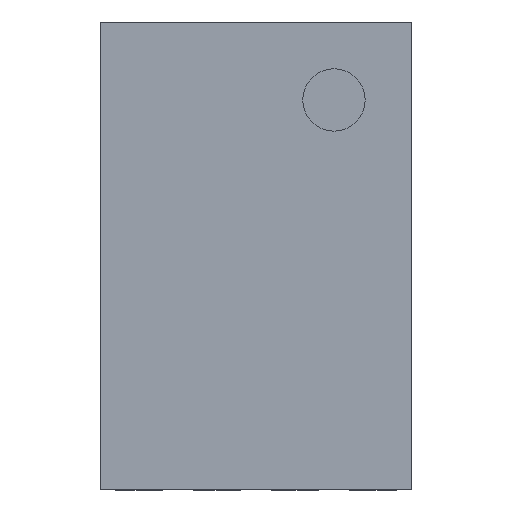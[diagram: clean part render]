
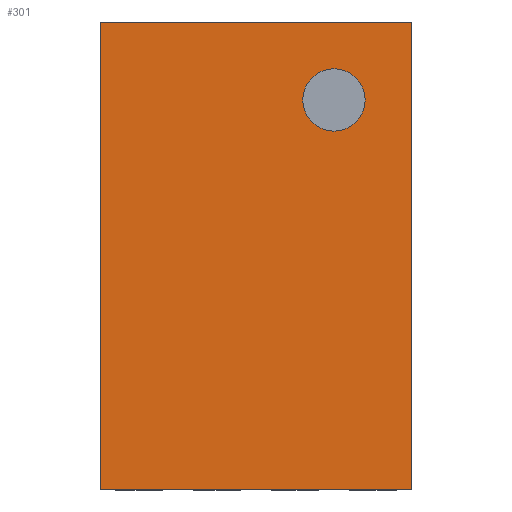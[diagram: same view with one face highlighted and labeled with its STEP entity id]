
A CAD part, top view. The second image highlights one B-rep face of the part: STEP entity #301.
In plain terms, the highlighted face is planar.
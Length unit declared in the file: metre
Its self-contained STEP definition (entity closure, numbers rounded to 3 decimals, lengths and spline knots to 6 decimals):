
#301=ADVANCED_FACE('4:520',(#432,#433),#434,.F.);
#432=FACE_OUTER_BOUND('',#591,.T.);
#433=FACE_BOUND('',#592,.T.);
#434=PLANE('',#593);
#591=EDGE_LOOP('',(#824,#825,#826,#827));
#592=EDGE_LOOP('',(#828,#829));
#593=AXIS2_PLACEMENT_3D('',#830,#831,#832);
#824=ORIENTED_EDGE('',*,*,#1160,.F.);
#825=ORIENTED_EDGE('',*,*,#1161,.F.);
#826=ORIENTED_EDGE('',*,*,#1162,.F.);
#827=ORIENTED_EDGE('',*,*,#1163,.F.);
#828=ORIENTED_EDGE('',*,*,#1164,.F.);
#829=ORIENTED_EDGE('',*,*,#1156,.F.);
#830=CARTESIAN_POINT('',(0.0,-0.00075,0.0));
#831=DIRECTION('',(0.0,1.0,0.0));
#832=DIRECTION('',(1.0,0.0,-0.0));
#1156=EDGE_CURVE('4:646',#1907,#1910,#1911,.T.);
#1160=EDGE_CURVE('4:688',#1916,#1917,#1918,.T.);
#1161=EDGE_CURVE('4:715',#1919,#1916,#1920,.T.);
#1162=EDGE_CURVE('4:763',#1921,#1919,#1922,.T.);
#1163=EDGE_CURVE('4:778',#1917,#1921,#1923,.T.);
#1164=EDGE_CURVE('4:646',#1910,#1907,#1924,.T.);
#1907=VERTEX_POINT('',#2231);
#1910=VERTEX_POINT('',#2235);
#1911=CIRCLE('',#2236,0.0002);
#1916=VERTEX_POINT('NONE',#2242);
#1917=VERTEX_POINT('NONE',#2243);
#1918=LINE('',#2244,#2245);
#1919=VERTEX_POINT('NONE',#2246);
#1920=LINE('',#2247,#2248);
#1921=VERTEX_POINT('NONE',#2249);
#1922=LINE('',#2250,#2251);
#1923=LINE('',#2252,#2253);
#1924=CIRCLE('',#2254,0.0002);
#2231=CARTESIAN_POINT('',(0.0005,-0.00075,0.0008));
#2235=CARTESIAN_POINT('',(0.0005,-0.00075,0.0012));
#2236=AXIS2_PLACEMENT_3D('',#2725,#2726,#2727);
#2242=CARTESIAN_POINT('',(-0.001,-0.00075,0.0015));
#2243=CARTESIAN_POINT('',(0.001,-0.00075,0.0015));
#2244=CARTESIAN_POINT('',(-0.001,-0.00075,0.0015));
#2245=VECTOR('',#2732,1.0);
#2246=CARTESIAN_POINT('',(-0.001,-0.00075,-0.0015));
#2247=CARTESIAN_POINT('',(-0.001,-0.00075,-0.0015));
#2248=VECTOR('',#2733,1.0);
#2249=CARTESIAN_POINT('',(0.001,-0.00075,-0.0015));
#2250=CARTESIAN_POINT('',(0.001,-0.00075,-0.0015));
#2251=VECTOR('',#2734,1.0);
#2252=CARTESIAN_POINT('',(0.001,-0.00075,0.0015));
#2253=VECTOR('',#2735,1.0);
#2254=AXIS2_PLACEMENT_3D('',#2736,#2737,#2738);
#2725=CARTESIAN_POINT('',(0.0005,-0.00075,0.001));
#2726=DIRECTION('',(0.0,-1.0,-0.0));
#2727=DIRECTION('',(0.0,0.0,-1.0));
#2732=DIRECTION('',(1.0,0.0,0.0));
#2733=DIRECTION('',(0.,0.0,1.0));
#2734=DIRECTION('',(-1.0,0.0,0.));
#2735=DIRECTION('',(0.0,0.0,-1.0));
#2736=CARTESIAN_POINT('',(0.0005,-0.00075,0.001));
#2737=DIRECTION('',(0.0,-1.0,-0.0));
#2738=DIRECTION('',(0.0,0.0,-1.0));
